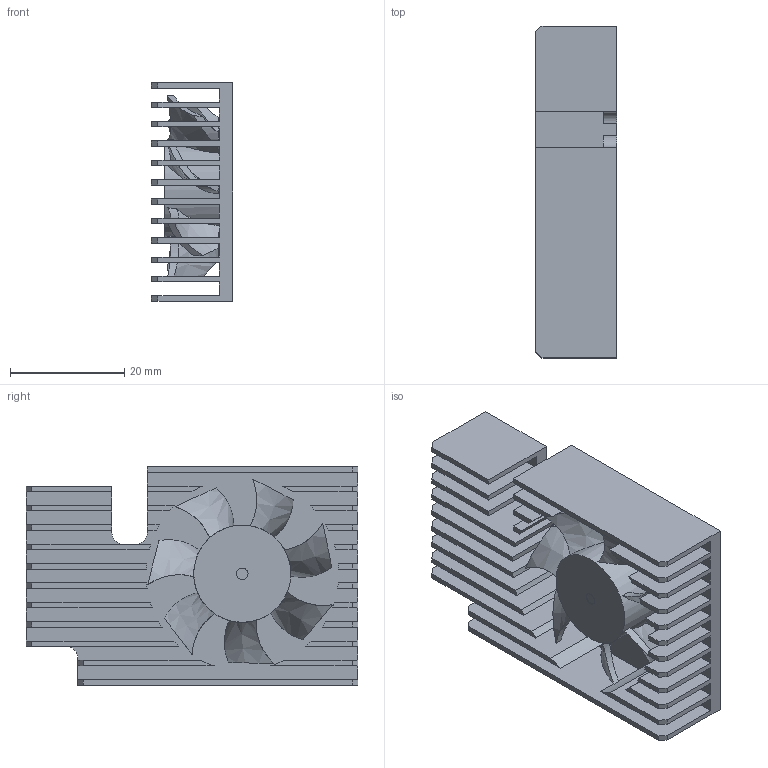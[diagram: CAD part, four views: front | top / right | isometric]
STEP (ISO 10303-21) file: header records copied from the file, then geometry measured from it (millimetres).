
FILE_DESCRIPTION(/* description */ (''),/* implementation_level */ '2;1');
FILE_NAME(/* name */ 'HeatSink Pi4B.step',/* time_stamp */ '2025-04-15T12:58:04+02:00',/* author */ (''),/* organization */ (''),/* preprocessor_version */ 'ST-DEVELOPER v20.1',/* originating_system */ 'Autodesk Translation Framework v14.4.0.0',/* authorisation */ '');
FILE_SCHEMA (('AUTOMOTIVE_DESIGN { 1 0 10303 214 3 1 1 }'));
Length unit declared in the file: millimetre
Products named in the file (1): HeatSink Pi4B
Bounding box: 14.3 x 58 x 38.2 mm (x, y, z)
Volume: 11698.6 mm3; surface area: 15634.5 mm2
Topology: 1 solids, 1 shells, 185 faces, 543 edges, 362 vertices
Faces by surface type: plane 124, bspline 35, cylinder 26
Full cylindrical faces by diameter (mm): 2 x1, 17 x1
Entity records: 6701 total; most frequent: CARTESIAN_POINT 1941, ORIENTED_EDGE 1086, DIRECTION 851, EDGE_CURVE 543, LINE 365, VECTOR 365, VERTEX_POINT 362, AXIS2_PLACEMENT_3D 243
